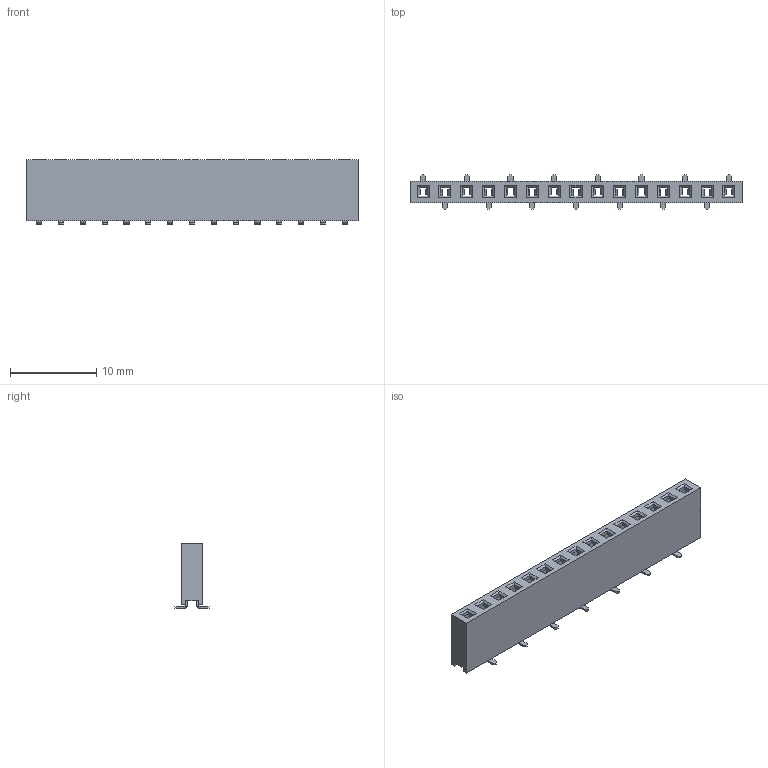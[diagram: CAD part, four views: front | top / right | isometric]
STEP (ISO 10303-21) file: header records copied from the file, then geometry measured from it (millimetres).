
FILE_DESCRIPTION(/* description */ ('Unknown'),/* implementation_level */ '2;1');
FILE_NAME(/* name */ 'J_Wurth_WR-PHD_61001511921',/* time_stamp */ '2025-04-21T17:54:08+08:00',/* author */ ('Unknown'),/* organization */ ('Unknown'),/* preprocessor_version */ 'ST-DEVELOPER v19.4',/* originating_system */ 'Solid Edge',/* authorisation */ 'Unknown');
FILE_SCHEMA (('AUTOMOTIVE_DESIGN {1 0 10303 214 3 1 1}'));
Length unit declared in the file: millimetre
Products named in the file (2): J_Wurth_WR-PHD_61001511921
Assembly tree (1 placements, depth 2):
  J_Wurth_WR-PHD_61001511921
    J_Wurth_WR-PHD_61001511921
Bounding box: 38.6 x 4.05 x 7.5 mm (x, y, z)
Volume: 442.1 mm3; surface area: 2099 mm2
Topology: 16 solids, 16 shells, 1210 faces, 3294 edges, 2116 vertices
Faces by surface type: plane 790, cylinder 420
Entity records: 38183 total; most frequent: CARTESIAN_POINT 7342, ORIENTED_EDGE 6588, DIRECTION 6198, EDGE_CURVE 3294, LINE 2334, VECTOR 2334, VERTEX_POINT 2116, AXIS2_PLACEMENT_3D 1932
